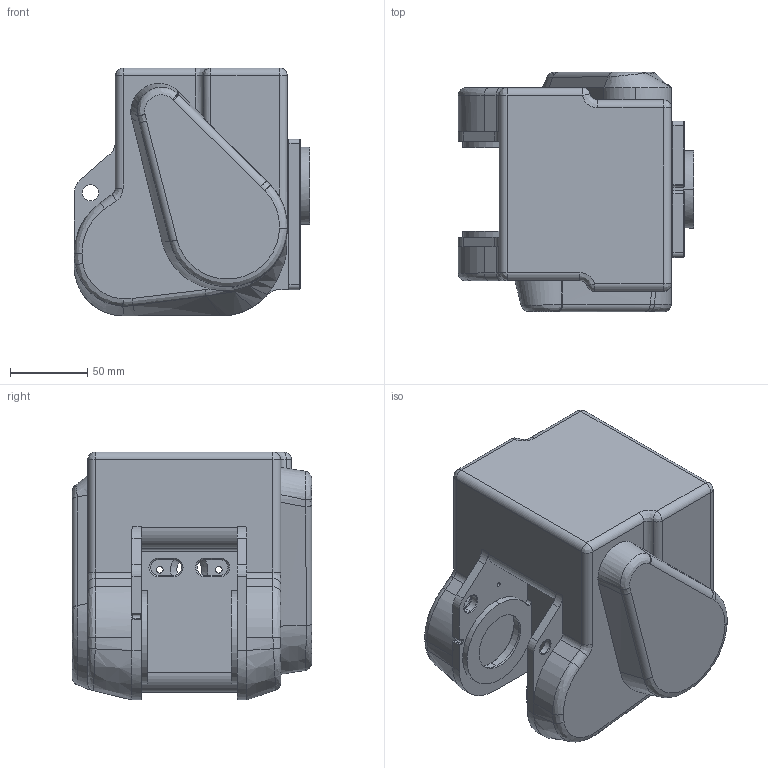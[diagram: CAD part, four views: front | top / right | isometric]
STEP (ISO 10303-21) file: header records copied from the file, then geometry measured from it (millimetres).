
FILE_DESCRIPTION(('FreeCAD Model'),'2;1');
FILE_NAME('Open CASCADE Shape Model','2024-08-05T11:40:44',('Author'),( ''),'Open CASCADE STEP processor 7.6','FreeCAD','Unknown');
FILE_SCHEMA(('AUTOMOTIVE_DESIGN { 1 0 10303 214 1 1 1 1 }'));
Length unit declared in the file: millimetre
Products named in the file (1): J2_J3_1___
Bounding box: 152 x 154.5 x 160 mm (x, y, z)
Volume: 1770705.3 mm3; surface area: 194937.2 mm2
Topology: 1 solids, 1 shells, 713 faces, 1746 edges, 1053 vertices
Faces by surface type: cylinder 277, plane 247, cone 133, bspline 56
Entity records: 24418 total; most frequent: CARTESIAN_POINT 7981, DIRECTION 3417, ORIENTED_EDGE 3402, EDGE_CURVE 1701, AXIS2_PLACEMENT_3D 1313, VERTEX_POINT 1053, FACE_BOUND 823, EDGE_LOOP 823
